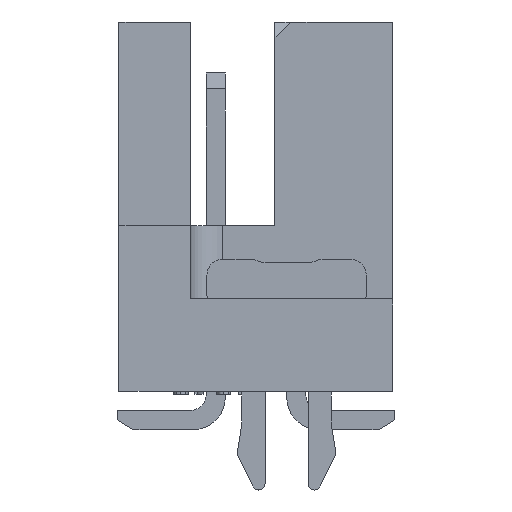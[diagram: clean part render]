
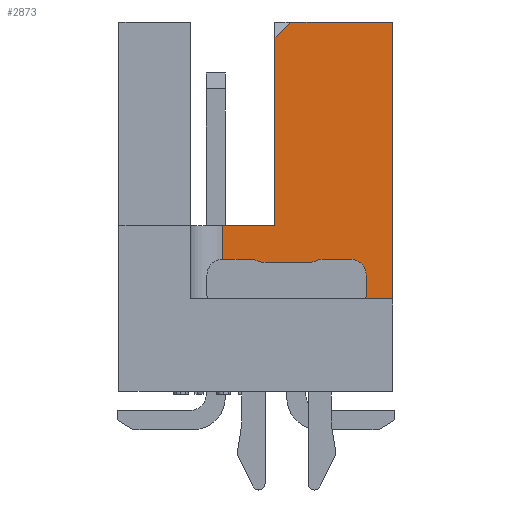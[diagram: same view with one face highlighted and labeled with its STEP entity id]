
A CAD part, left-side view. The second image highlights one B-rep face of the part: STEP entity #2873.
In plain terms, the highlighted planar face has unit normal (-1, 0, 0).
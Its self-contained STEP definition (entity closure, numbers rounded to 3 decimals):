
#908=CARTESIAN_POINT('',(-42.6,-4.3,11.6));
#909=VERTEX_POINT('',#908);
#910=CARTESIAN_POINT('',(-42.6,-4.3,2.9));
#911=VERTEX_POINT('',#910);
#912=CARTESIAN_POINT('',(-42.6,-4.3,11.6));
#913=DIRECTION('',(0.,0.,-1.));
#914=VECTOR('',#913,8.7);
#915=LINE('',#912,#914);
#916=EDGE_CURVE('',#909,#911,#915,.T.);
#2721=CARTESIAN_POINT('',(-42.6,1.05,5.2));
#2722=VERTEX_POINT('',#2721);
#2740=CARTESIAN_POINT('',(-42.6,1.05,2.9));
#2741=VERTEX_POINT('',#2740);
#2749=CARTESIAN_POINT('',(-42.6,1.05,2.9));
#2750=DIRECTION('',(0.,0.,1.));
#2751=VECTOR('',#2750,2.3);
#2752=LINE('',#2749,#2751);
#2753=EDGE_CURVE('',#2741,#2722,#2752,.T.);
#2828=CARTESIAN_POINT('',(-42.6,-0.6,5.2));
#2829=DIRECTION('',(0.,0.,-1.));
#2830=DIRECTION('',(-1.,-0.,-0.));
#2831=AXIS2_PLACEMENT_3D('',#2828,#2830,#2829);
#2832=PLANE('',#2831);
#2833=CARTESIAN_POINT('',(-42.6,-1.1,11.6));
#2834=VERTEX_POINT('',#2833);
#2835=CARTESIAN_POINT('',(-42.6,-4.3,11.6));
#2836=DIRECTION('',(0.,1.,0.));
#2837=VECTOR('',#2836,3.2);
#2838=LINE('',#2835,#2837);
#2839=EDGE_CURVE('',#909,#2834,#2838,.T.);
#2840=ORIENTED_EDGE('',*,*,#2839,.T.);
#2841=CARTESIAN_POINT('',(-42.6,-0.6,11.1));
#2842=VERTEX_POINT('',#2841);
#2843=CARTESIAN_POINT('',(-42.6,-1.1,11.6));
#2844=DIRECTION('',(0.,0.707,-0.707));
#2845=VECTOR('',#2844,0.707);
#2846=LINE('',#2843,#2845);
#2847=EDGE_CURVE('',#2834,#2842,#2846,.T.);
#2848=ORIENTED_EDGE('',*,*,#2847,.T.);
#2849=CARTESIAN_POINT('',(-42.6,-0.6,5.2));
#2850=VERTEX_POINT('',#2849);
#2851=CARTESIAN_POINT('',(-42.6,-0.6,11.1));
#2852=DIRECTION('',(0.,0.,-1.));
#2853=VECTOR('',#2852,5.9);
#2854=LINE('',#2851,#2853);
#2855=EDGE_CURVE('',#2842,#2850,#2854,.T.);
#2856=ORIENTED_EDGE('',*,*,#2855,.T.);
#2857=CARTESIAN_POINT('',(-42.6,-0.6,5.2));
#2858=DIRECTION('',(0.,1.,0.));
#2859=VECTOR('',#2858,1.65);
#2860=LINE('',#2857,#2859);
#2861=EDGE_CURVE('',#2850,#2722,#2860,.T.);
#2862=ORIENTED_EDGE('',*,*,#2861,.T.);
#2863=ORIENTED_EDGE('',*,*,#2753,.F.);
#2864=CARTESIAN_POINT('',(-42.6,-4.3,2.9));
#2865=DIRECTION('',(0.,1.,0.));
#2866=VECTOR('',#2865,5.35);
#2867=LINE('',#2864,#2866);
#2868=EDGE_CURVE('',#911,#2741,#2867,.T.);
#2869=ORIENTED_EDGE('',*,*,#2868,.F.);
#2870=ORIENTED_EDGE('',*,*,#916,.F.);
#2871=EDGE_LOOP('',(#2840,#2848,#2856,#2862,#2863,#2869,#2870));
#2872=FACE_OUTER_BOUND('',#2871,.T.);
#2873=ADVANCED_FACE('',(#2872),#2832,.T.);
